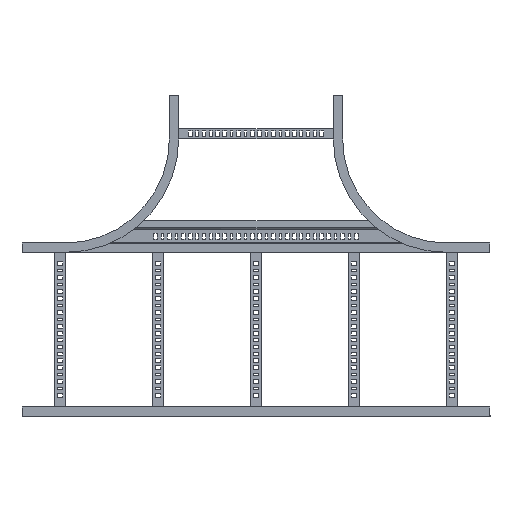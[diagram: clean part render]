
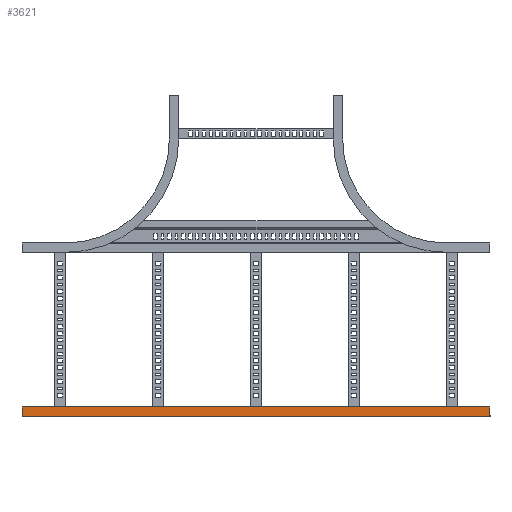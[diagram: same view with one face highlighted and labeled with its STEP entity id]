
A CAD part, front view. The second image highlights one B-rep face of the part: STEP entity #3621.
In plain terms, the highlighted planar face has unit normal (0, -1, 0).
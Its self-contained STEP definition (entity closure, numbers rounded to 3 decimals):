
#40 = CARTESIAN_POINT ( 'NONE',  ( -27., 0., 675. ) ) ;
#334 = ORIENTED_EDGE ( 'NONE', *, *, #3148, .F. ) ;
#1677 = AXIS2_PLACEMENT_3D ( 'NONE', #3014, #2816, #2712 ) ;
#1912 = DIRECTION ( 'NONE',  ( 1., 0., 0. ) ) ;
#2145 = DIRECTION ( 'NONE',  ( 0., 0., 1. ) ) ;
#2193 = CARTESIAN_POINT ( 'NONE',  ( -2.5, 0., 675. ) ) ;
#2712 = DIRECTION ( 'NONE',  ( 0., 0., 1. ) ) ;
#2816 = DIRECTION ( 'NONE',  ( 0., 1., 0. ) ) ;
#2925 = LINE ( 'NONE', #7881, #8310 ) ;
#3014 = CARTESIAN_POINT ( 'NONE',  ( -27., 0., 675. ) ) ;
#3148 = EDGE_CURVE ( 'NONE', #11635, #13358, #13467, .T. ) ;
#3435 = PLANE ( 'NONE',  #1677 ) ;
#3621 = ADVANCED_FACE ( 'NONE', ( #10802 ), #3435, .F. ) ;
#3972 = CARTESIAN_POINT ( 'NONE',  ( -27., 0., -675. ) ) ;
#4812 = CARTESIAN_POINT ( 'NONE',  ( -27., 0., -675. ) ) ;
#5094 = VECTOR ( 'NONE', #1912, 1000. ) ;
#6345 = ORIENTED_EDGE ( 'NONE', *, *, #12092, .F. ) ;
#6975 = VECTOR ( 'NONE', #9651, 1000. ) ;
#7328 = VECTOR ( 'NONE', #11647, 1000. ) ;
#7881 = CARTESIAN_POINT ( 'NONE',  ( 0., 0., 675. ) ) ;
#8310 = VECTOR ( 'NONE', #2145, 1000. ) ;
#8515 = EDGE_LOOP ( 'NONE', ( #12954, #13166, #334, #6345 ) ) ;
#8818 = CARTESIAN_POINT ( 'NONE',  ( 0., 0., 675. ) ) ;
#8887 = EDGE_CURVE ( 'NONE', #11484, #13358, #2925, .T. ) ;
#9140 = VERTEX_POINT ( 'NONE', #4812 ) ;
#9651 = DIRECTION ( 'NONE',  ( -1., 0., 0. ) ) ;
#10347 = LINE ( 'NONE', #10503, #7328 ) ;
#10503 = CARTESIAN_POINT ( 'NONE',  ( -27., 0., 675. ) ) ;
#10723 = LINE ( 'NONE', #3972, #6975 ) ;
#10802 = FACE_OUTER_BOUND ( 'NONE', #8515, .T. ) ;
#11484 = VERTEX_POINT ( 'NONE', #14638 ) ;
#11635 = VERTEX_POINT ( 'NONE', #40 ) ;
#11647 = DIRECTION ( 'NONE',  ( 0., 0., 1. ) ) ;
#12092 = EDGE_CURVE ( 'NONE', #9140, #11635, #10347, .T. ) ;
#12397 = EDGE_CURVE ( 'NONE', #11484, #9140, #10723, .T. ) ;
#12954 = ORIENTED_EDGE ( 'NONE', *, *, #12397, .F. ) ;
#13166 = ORIENTED_EDGE ( 'NONE', *, *, #8887, .T. ) ;
#13358 = VERTEX_POINT ( 'NONE', #8818 ) ;
#13467 = LINE ( 'NONE', #2193, #5094 ) ;
#14638 = CARTESIAN_POINT ( 'NONE',  ( 0., 0., -675. ) ) ;
